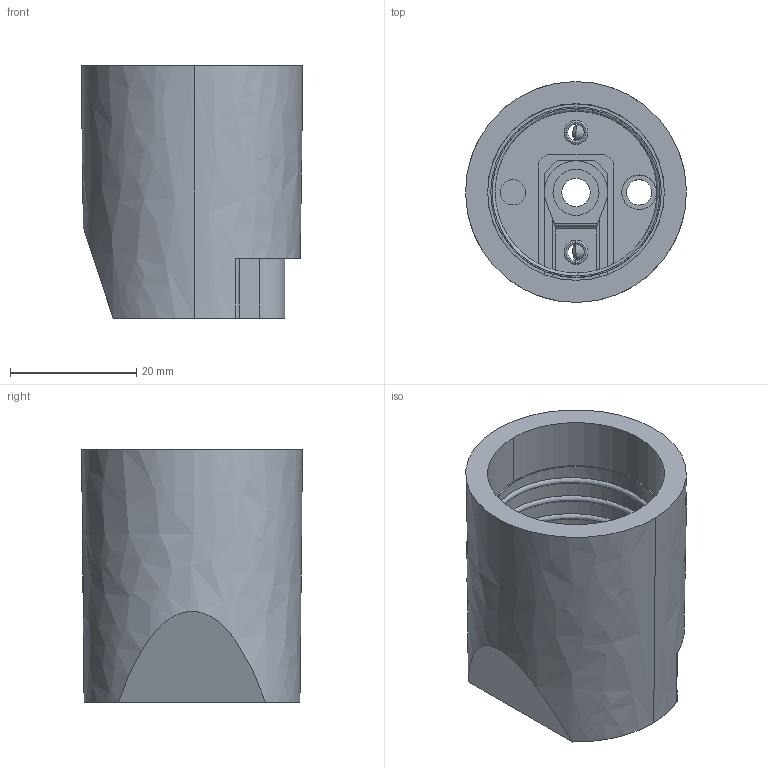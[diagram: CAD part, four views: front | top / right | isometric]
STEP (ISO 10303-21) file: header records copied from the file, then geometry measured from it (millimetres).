
FILE_DESCRIPTION (( 'STEP AP214' ), '1' );
FILE_NAME ('Soquete para lâmpada E27 MT-2302 - DECORLUX.STEP', '2023-06-17T13:05:58', ( '' ), ( '' ), 'SwSTEP 2.0', 'SolidWorks 2022', '' );
FILE_SCHEMA (( 'AUTOMOTIVE_DESIGN' ));
Length unit declared in the file: millimetre
Products named in the file (4): Cópia de aba interna E27^Soquete para lâmpada E27 MT-2302 - DECORLUX_Valor predeterminado<Como usinado>; Cópia de soquete E27^Soquete para lâmpada E27 MT-2302 - DECORLUX; Soquete para lâmpada E27 MT-2302 - DECORLUX; Cópia de copo porcelana^Soquete para lâmpada E27 MT-2302 - DECORLUX_Valor predeterminado<Como usinado>
Assembly tree (3 placements, depth 2):
  Soquete para lâmpada E27 MT-2302 - DECORLUX
    Cópia de copo porcelana^Soquete para lâmpada E27 MT-2302 - DECORLUX_Valor predeterminado<Como usinado>
    Cópia de soquete E27^Soquete para lâmpada E27 MT-2302 - DECORLUX
    Cópia de aba interna E27^Soquete para lâmpada E27 MT-2302 - DECORLUX_Valor predeterminado<Como usinado>
Bounding box: 34.99 x 34.99 x 40 mm (x, y, z)
Volume: 17814.8 mm3; surface area: 14161.9 mm2
Topology: 7 solids, 7 shells, 166 faces, 420 edges, 271 vertices
Faces by surface type: cylinder 80, plane 58, torus 19, bspline 5, cone 4
Entity records: 6014 total; most frequent: CARTESIAN_POINT 1718, DIRECTION 901, ORIENTED_EDGE 840, EDGE_CURVE 420, AXIS2_PLACEMENT_3D 358, VERTEX_POINT 271, EDGE_LOOP 197, CIRCLE 191
